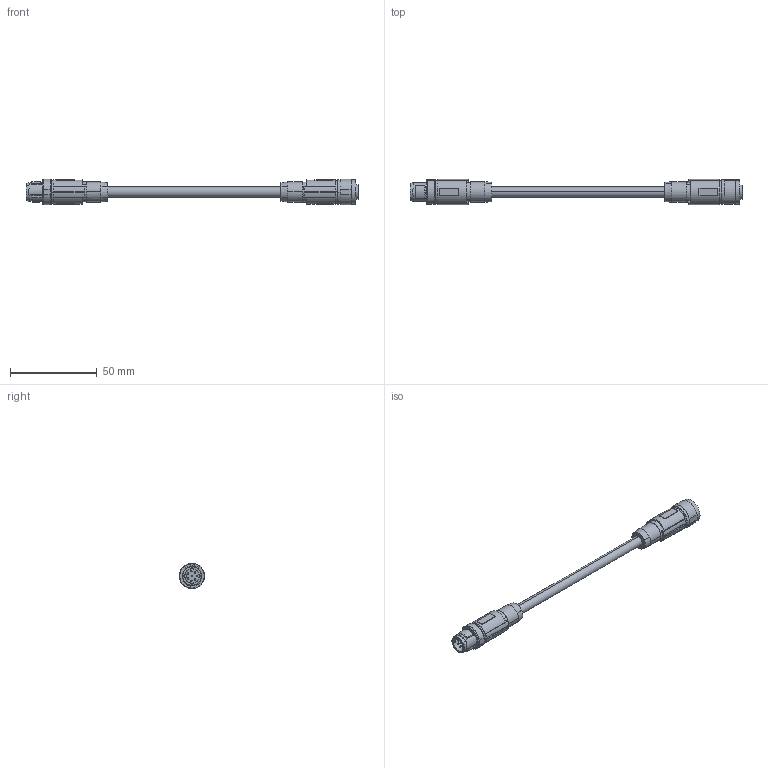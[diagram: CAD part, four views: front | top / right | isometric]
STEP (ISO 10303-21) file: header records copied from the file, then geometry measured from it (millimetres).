
FILE_DESCRIPTION(('SolidDesigner STEP Export'),'2;1');
FILE_NAME('1406068_SAC_8P_MS_0.5_542_FSSH_SCO_BK-select.stp','2013-07-02T11:03:02',(''),(''),'Creo Elements/Direct Modeling STEP processor for AP214 (Solid Model)','Creo Elements/Direct Modeling 18.1 06-May-2012 (C) Parametric Technology GmbH','');
FILE_SCHEMA(('AUTOMOTIVE_DESIGN { 1 0 10303 214 1 1 1 1 }'));
Length unit declared in the file: millimetre
Products named in the file (1): 1406068_SAC_8P_MS_0.5_542_FSSH_SCO_BK-select
Bounding box: 191.8 x 15 x 14.79 mm (x, y, z)
Volume: 14254.9 mm3; surface area: 7466.7 mm2
Topology: 1 solids, 1 shells, 281 faces, 686 edges, 450 vertices
Faces by surface type: plane 129, cylinder 104, cone 42, bspline 6
Entity records: 14138 total; most frequent: CARTESIAN_POINT 5629, ORIENTED_EDGE 1372, DIRECTION 1141, EDGE_CURVE 686, VERTEX_POINT 450, AXIS2_PLACEMENT_3D 424, EDGE_LOOP 324, VECTOR 293
